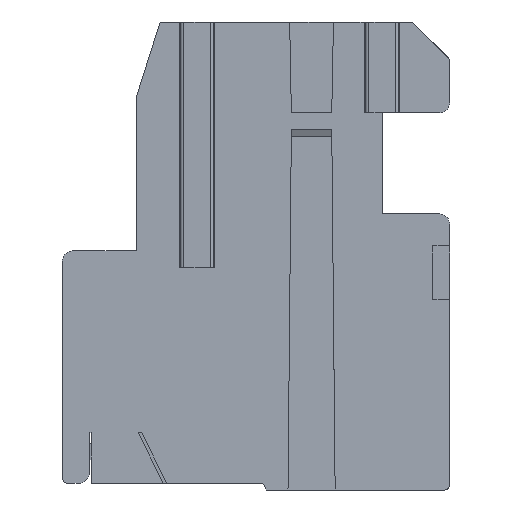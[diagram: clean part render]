
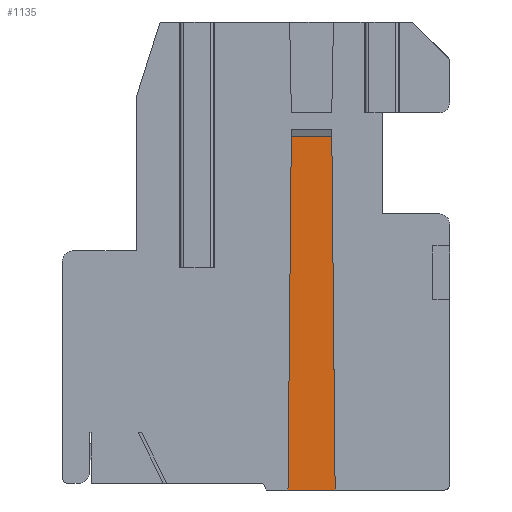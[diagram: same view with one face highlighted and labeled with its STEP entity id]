
A CAD part, left-side view. The second image highlights one B-rep face of the part: STEP entity #1135.
In plain terms, the highlighted planar face has unit normal (-1, 0, 0).
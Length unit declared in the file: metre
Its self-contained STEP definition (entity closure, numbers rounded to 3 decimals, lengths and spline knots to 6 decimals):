
#1135=ADVANCED_FACE('',(#3236),#3237,.F.);
#3236=FACE_OUTER_BOUND('',#6554,.T.);
#3237=PLANE('',#6555);
#6554=EDGE_LOOP('',(#10111,#10112,#10113,#10114));
#6555=AXIS2_PLACEMENT_3D('',#10115,#10116,#10117);
#10111=ORIENTED_EDGE('',*,*,#19165,.T.);
#10112=ORIENTED_EDGE('',*,*,#19158,.T.);
#10113=ORIENTED_EDGE('',*,*,#19095,.F.);
#10114=ORIENTED_EDGE('',*,*,#19025,.T.);
#10115=CARTESIAN_POINT('',(14.165207,11.736371,0.023292));
#10116=DIRECTION('',(1.0,0.,0.));
#10117=DIRECTION('',(0.0,1.0,0.));
#19025=EDGE_CURVE('',#22692,#22693,#22694,.T.);
#19095=EDGE_CURVE('',#22692,#22812,#22813,.T.);
#19158=EDGE_CURVE('',#22905,#22812,#22908,.T.);
#19165=EDGE_CURVE('',#22693,#22905,#22919,.T.);
#22692=VERTEX_POINT('',#28168);
#22693=VERTEX_POINT('',#28169);
#22694=LINE('',#28170,#28171);
#22812=VERTEX_POINT('',#28332);
#22813=LINE('',#28333,#28334);
#22905=VERTEX_POINT('',#28459);
#22908=LINE('',#28464,#28465);
#22919=LINE('',#28480,#28481);
#28168=CARTESIAN_POINT('',(14.165207,11.736373,0.033792));
#28169=CARTESIAN_POINT('',(14.165207,11.736471,0.023292));
#28170=CARTESIAN_POINT('',(14.165207,11.736471,0.023293));
#28171=VECTOR('',#36158,1.0);
#28332=CARTESIAN_POINT('',(14.165207,11.735169,0.033792));
#28333=CARTESIAN_POINT('',(14.165207,11.737871,0.033792));
#28334=VECTOR('',#36235,1.0);
#28459=CARTESIAN_POINT('',(14.165207,11.735071,0.023292));
#28464=CARTESIAN_POINT('',(14.165207,11.735071,0.023304));
#28465=VECTOR('',#36300,1.0);
#28480=CARTESIAN_POINT('',(14.165207,11.737871,0.023292));
#28481=VECTOR('',#36305,1.0);
#36158=DIRECTION('',(0.,0.009,-1.));
#36235=DIRECTION('',(0.,-1.0,0.));
#36300=DIRECTION('',(0.,0.009,1.));
#36305=DIRECTION('',(0.,-1.0,0.));
